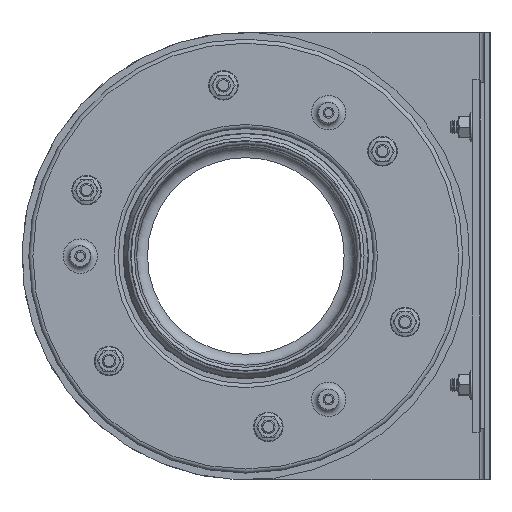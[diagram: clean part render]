
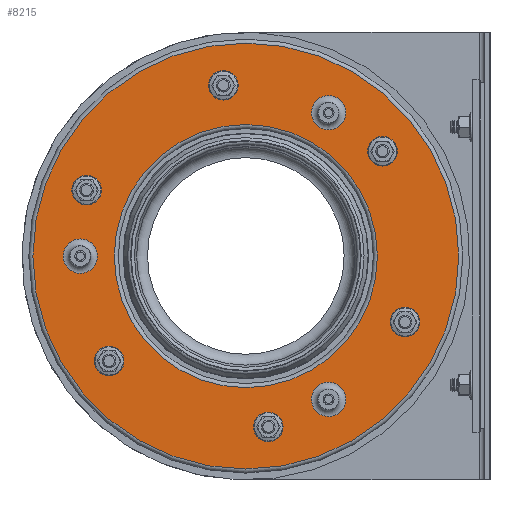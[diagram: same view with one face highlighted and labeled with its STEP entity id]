
A CAD part, top view. The second image highlights one B-rep face of the part: STEP entity #8215.
In plain terms, the highlighted planar face has unit normal (0, 0, 1).
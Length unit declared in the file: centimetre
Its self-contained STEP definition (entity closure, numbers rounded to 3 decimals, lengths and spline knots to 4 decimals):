
#176=FACE_BOUND('',#1341,.T.);
#177=FACE_BOUND('',#1342,.T.);
#178=FACE_BOUND('',#1343,.T.);
#179=FACE_BOUND('',#1344,.T.);
#180=FACE_BOUND('',#1345,.T.);
#181=FACE_BOUND('',#1346,.T.);
#182=FACE_BOUND('',#1347,.T.);
#183=FACE_BOUND('',#1348,.T.);
#184=FACE_BOUND('',#1349,.T.);
#185=FACE_BOUND('',#1350,.T.);
#371=PLANE('',#8998);
#749=FACE_OUTER_BOUND('',#1340,.T.);
#1340=EDGE_LOOP('',(#5914));
#1341=EDGE_LOOP('',(#5915));
#1342=EDGE_LOOP('',(#5916));
#1343=EDGE_LOOP('',(#5917));
#1344=EDGE_LOOP('',(#5918));
#1345=EDGE_LOOP('',(#5919));
#1346=EDGE_LOOP('',(#5920));
#1347=EDGE_LOOP('',(#5921));
#1348=EDGE_LOOP('',(#5922));
#1349=EDGE_LOOP('',(#5923));
#1350=EDGE_LOOP('',(#5924));
#2938=CIRCLE('',#8978,7.);
#2940=CIRCLE('',#8981,7.);
#2942=CIRCLE('',#8984,7.);
#2944=CIRCLE('',#8987,7.);
#2946=CIRCLE('',#8990,7.);
#2948=CIRCLE('',#8993,7.);
#2949=CIRCLE('',#8995,12.6579);
#2952=CIRCLE('',#8999,157.);
#2953=CIRCLE('',#9000,12.6579);
#2954=CIRCLE('',#9001,97.);
#2955=CIRCLE('',#9002,12.6579);
#3537=VERTEX_POINT('',#13312);
#3539=VERTEX_POINT('',#13318);
#3541=VERTEX_POINT('',#13324);
#3543=VERTEX_POINT('',#13330);
#3545=VERTEX_POINT('',#13336);
#3547=VERTEX_POINT('',#13342);
#3548=VERTEX_POINT('',#13346);
#3550=VERTEX_POINT('',#13352);
#3551=VERTEX_POINT('',#13354);
#3552=VERTEX_POINT('',#13356);
#3553=VERTEX_POINT('',#13358);
#4383=EDGE_CURVE('',#3537,#3537,#2938,.T.);
#4386=EDGE_CURVE('',#3539,#3539,#2940,.T.);
#4389=EDGE_CURVE('',#3541,#3541,#2942,.T.);
#4392=EDGE_CURVE('',#3543,#3543,#2944,.T.);
#4395=EDGE_CURVE('',#3545,#3545,#2946,.T.);
#4398=EDGE_CURVE('',#3547,#3547,#2948,.T.);
#4399=EDGE_CURVE('',#3548,#3548,#2949,.T.);
#4402=EDGE_CURVE('',#3550,#3550,#2952,.T.);
#4403=EDGE_CURVE('',#3551,#3551,#2953,.T.);
#4404=EDGE_CURVE('',#3552,#3552,#2954,.T.);
#4405=EDGE_CURVE('',#3553,#3553,#2955,.T.);
#5914=ORIENTED_EDGE('',*,*,#4402,.F.);
#5915=ORIENTED_EDGE('',*,*,#4383,.T.);
#5916=ORIENTED_EDGE('',*,*,#4386,.T.);
#5917=ORIENTED_EDGE('',*,*,#4389,.T.);
#5918=ORIENTED_EDGE('',*,*,#4392,.T.);
#5919=ORIENTED_EDGE('',*,*,#4395,.T.);
#5920=ORIENTED_EDGE('',*,*,#4398,.T.);
#5921=ORIENTED_EDGE('',*,*,#4403,.F.);
#5922=ORIENTED_EDGE('',*,*,#4404,.T.);
#5923=ORIENTED_EDGE('',*,*,#4405,.F.);
#5924=ORIENTED_EDGE('',*,*,#4399,.F.);
#8215=ADVANCED_FACE('',(#749,#176,#177,#178,#179,#180,#181,#182,#183,#184,
#185),#371,.T.);
#8978=AXIS2_PLACEMENT_3D('',#13314,#10625,#10626);
#8981=AXIS2_PLACEMENT_3D('',#13320,#10632,#10633);
#8984=AXIS2_PLACEMENT_3D('',#13326,#10639,#10640);
#8987=AXIS2_PLACEMENT_3D('',#13332,#10646,#10647);
#8990=AXIS2_PLACEMENT_3D('',#13338,#10653,#10654);
#8993=AXIS2_PLACEMENT_3D('',#13344,#10660,#10661);
#8995=AXIS2_PLACEMENT_3D('',#13347,#10664,#10665);
#8998=AXIS2_PLACEMENT_3D('',#13351,#10670,#10671);
#8999=AXIS2_PLACEMENT_3D('',#13353,#10672,#10673);
#9000=AXIS2_PLACEMENT_3D('',#13355,#10674,#10675);
#9001=AXIS2_PLACEMENT_3D('',#13357,#10676,#10677);
#9002=AXIS2_PLACEMENT_3D('',#13359,#10678,#10679);
#10625=DIRECTION('center_axis',(0.,0.,
-1.));
#10626=DIRECTION('ref_axis',(-0.866,0.5,0.));
#10632=DIRECTION('center_axis',(0.,0.,
-1.));
#10633=DIRECTION('ref_axis',(0.866,0.5,0.));
#10639=DIRECTION('center_axis',(0.,0.,
-1.));
#10640=DIRECTION('ref_axis',(0.866,-0.5,0.));
#10646=DIRECTION('center_axis',(0.,0.,
-1.));
#10647=DIRECTION('ref_axis',(0.,1.,0.));
#10653=DIRECTION('center_axis',(0.,0.,
-1.));
#10654=DIRECTION('ref_axis',(-0.866,-0.5,0.));
#10660=DIRECTION('center_axis',(0.,0.,
-1.));
#10661=DIRECTION('ref_axis',(0.,-1.,0.));
#10664=DIRECTION('center_axis',(0.,0.,
1.));
#10665=DIRECTION('ref_axis',(0.5,0.866,0.));
#10670=DIRECTION('center_axis',(0.,0.,
1.));
#10671=DIRECTION('ref_axis',(0.,1.,0.));
#10672=DIRECTION('center_axis',(0.,0.,
-1.));
#10673=DIRECTION('ref_axis',(1.,0.,0.));
#10674=DIRECTION('center_axis',(0.,0.,
1.));
#10675=DIRECTION('ref_axis',(0.5,-0.866,0.));
#10676=DIRECTION('center_axis',(0.,0.,
-1.));
#10677=DIRECTION('ref_axis',(1.,0.,0.));
#10678=DIRECTION('center_axis',(0.,0.,
1.));
#10679=DIRECTION('ref_axis',(-1.,0.,0.));
#13312=CARTESIAN_POINT('',(-124.2349,202.6557,55.5517));
#13314=CARTESIAN_POINT('Origin',(-130.2971,206.1557,55.5517));
#13318=CARTESIAN_POINT('',(-2.4498,28.1414,55.5517));
#13320=CARTESIAN_POINT('Origin',(3.6124,31.6414,55.5517));
#13324=CARTESIAN_POINT('',(-103.2056,-42.1713,55.5517));
#13326=CARTESIAN_POINT('Origin',(-97.1435,-45.6713,55.5517));
#13330=CARTESIAN_POINT('',(-12.9644,150.5549,55.5517));
#13332=CARTESIAN_POINT('Origin',(-12.9644,157.5549,55.5517));
#13336=CARTESIAN_POINT('',(-224.9908,132.343,55.5517));
#13338=CARTESIAN_POINT('Origin',(-231.053,128.843,55.5517));
#13342=CARTESIAN_POINT('',(-214.4762,9.9295,55.5517));
#13344=CARTESIAN_POINT('Origin',(-214.4762,2.9295,55.5517));
#13346=CARTESIAN_POINT('',(-40.0624,185.8973,55.5517));
#13347=CARTESIAN_POINT('Origin',(-52.7203,185.8973,55.5517));
#13351=CARTESIAN_POINT('Origin',(13.2797,80.2422,55.5517));
#13352=CARTESIAN_POINT('',(-113.7203,237.2422,55.5517));
#13353=CARTESIAN_POINT('Origin',(-113.7203,80.2422,55.5517));
#13354=CARTESIAN_POINT('',(-40.0624,-25.4129,55.5517));
#13355=CARTESIAN_POINT('Origin',(-52.7203,-25.4129,55.5517));
#13356=CARTESIAN_POINT('',(-113.7203,177.2422,55.5517));
#13357=CARTESIAN_POINT('Origin',(-113.7203,80.2422,55.5517));
#13358=CARTESIAN_POINT('',(-223.0624,80.2422,55.5517));
#13359=CARTESIAN_POINT('Origin',(-235.7203,80.2422,55.5517));
